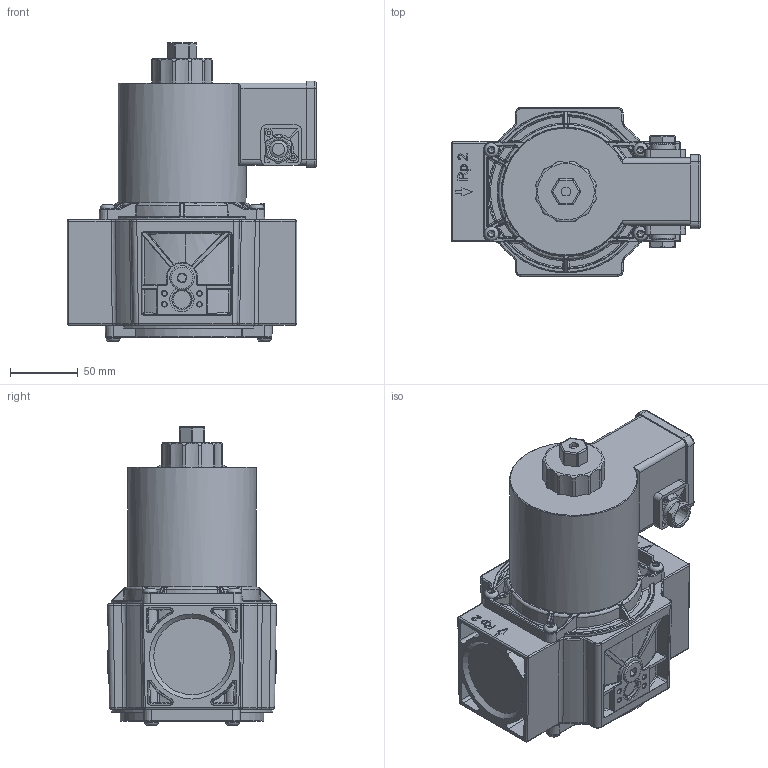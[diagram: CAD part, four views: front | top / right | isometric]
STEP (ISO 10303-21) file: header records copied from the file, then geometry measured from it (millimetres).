
FILE_DESCRIPTION(/* description */ (''),/* implementation_level */ '2;1');
FILE_NAME(/* name */ '011767.ipt.step',/* time_stamp */ '2015-12-15T06:56:02+01:00',/* author */ ('JT'),/* organization */ (''),/* preprocessor_version */ 'ST-DEVELOPER v15.2',/* originating_system */ 'Autodesk Inventor 2014',/* authorisation */ '');
FILE_SCHEMA (('AUTOMOTIVE_DESIGN { 1 0 10303 214 3 1 1 }'));
Length unit declared in the file: millimetre
Products named in the file (1): 011767
Bounding box: 184.88 x 125 x 221.4 mm (x, y, z)
Volume: 2183761.6 mm3; surface area: 173354.9 mm2
Topology: 1 solids, 20 shells, 2402 faces, 5905 edges, 3581 vertices
Faces by surface type: bspline 771, plane 644, cylinder 525, cone 227, torus 195, sphere 40
Full cylindrical faces by diameter (mm): 2.5 x4, 3 x1, 3.6 x1, 4.2 x8, 5.1 x8, 6 x8, 6.3 x4, 6.5 x2, 10.5 x8, 14 x3, 17 x4, 17.2 x2, 18 x2, 18.6 x2, 37.923 x1, 95 x1
Entity records: 86568 total; most frequent: CARTESIAN_POINT 34354, ORIENTED_EDGE 11182, DIRECTION 10153, EDGE_CURVE 5591, AXIS2_PLACEMENT_3D 4099, VERTEX_POINT 3507, EDGE_LOOP 2696, ADVANCED_FACE 2402
